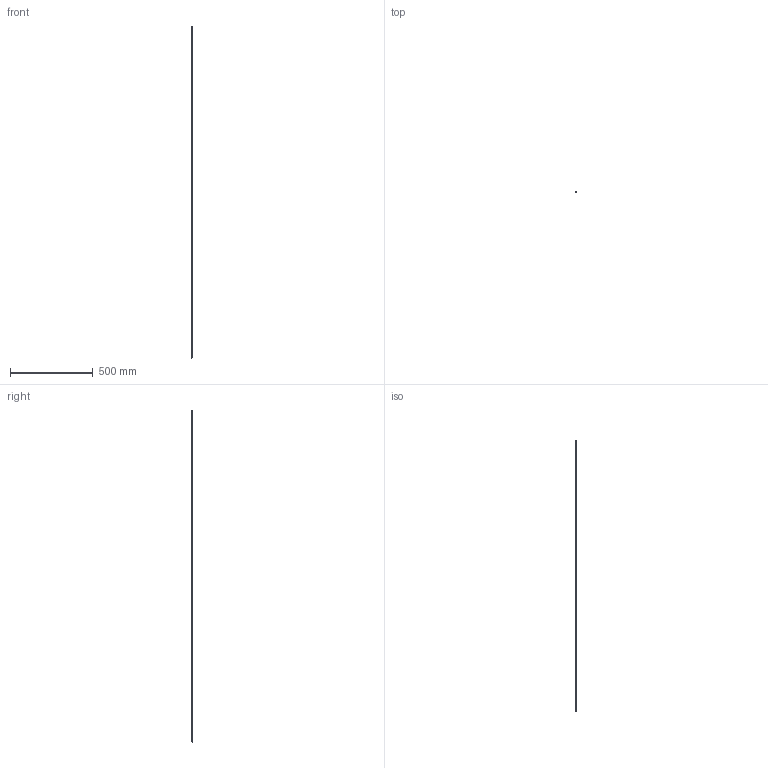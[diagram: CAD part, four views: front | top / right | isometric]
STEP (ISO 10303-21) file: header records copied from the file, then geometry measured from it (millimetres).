
FILE_DESCRIPTION (( 'STEP AP203' ), '1' );
FILE_NAME ('251006008_c_1.STEP', '2023-05-12T13:23:30', ( '' ), ( '' ), 'SwSTEP 2.0', 'SolidWorks 2014', '' );
FILE_SCHEMA (( 'CONFIG_CONTROL_DESIGN' ));
Length unit declared in the file: millimetre
Products named in the file (1): 251006008_c_1
Bounding box: 6 x 6.25 x 2000 mm (x, y, z)
Volume: 29374.1 mm3; surface area: 79146.3 mm2
Topology: 1 solids, 1 shells, 53 faces, 153 edges, 102 vertices
Faces by surface type: plane 28, cylinder 25
Entity records: 1834 total; most frequent: DIRECTION 311, CARTESIAN_POINT 309, ORIENTED_EDGE 306, EDGE_CURVE 153, AXIS2_PLACEMENT_3D 104, LINE 103, VECTOR 103, VERTEX_POINT 102
